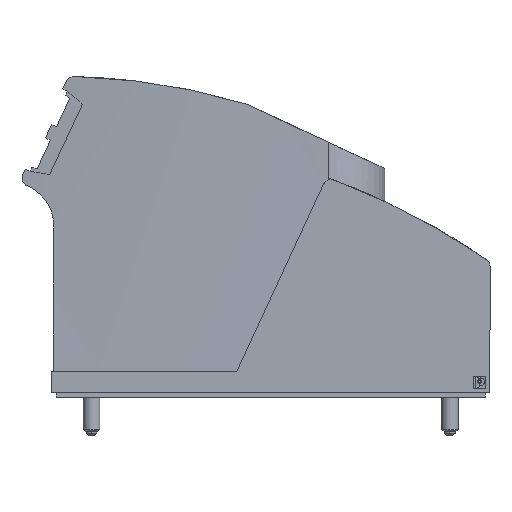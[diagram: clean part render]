
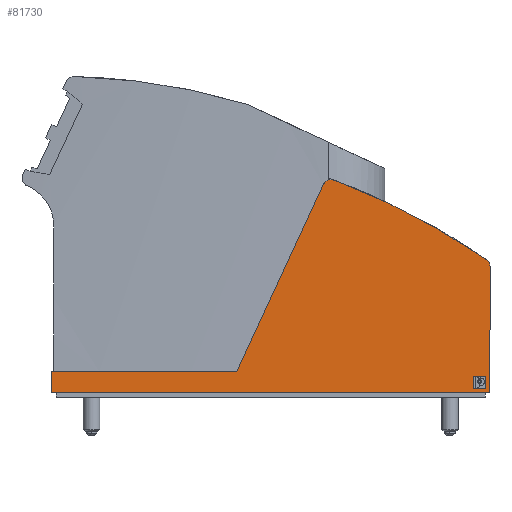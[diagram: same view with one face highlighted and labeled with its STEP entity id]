
A CAD part, left-side view. The second image highlights one B-rep face of the part: STEP entity #81730.
In plain terms, the highlighted face is planar.
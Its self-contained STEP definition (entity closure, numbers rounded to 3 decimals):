
#3670=CARTESIAN_POINT('',(-44.405,-34.812,
2.007));
#3680=VERTEX_POINT('',#3670);
#3710=CARTESIAN_POINT('',(-44.405,0.,2.007));
#3720=DIRECTION('',(0.,1.,0.));
#3730=VECTOR('',#3720,1.);
#3740=LINE('',#3710,#3730);
#3750=CARTESIAN_POINT('',(-44.405,-39.812,
2.007));
#3760=VERTEX_POINT('',#3750);
#3770=EDGE_CURVE('',#3760,#3680,#3740,.T.);
#19590=CARTESIAN_POINT('',(-0.48,-34.812,
2.007));
#19600=VERTEX_POINT('',#19590);
#19630=CARTESIAN_POINT('',(-15.,-34.812,2.007));
#19640=DIRECTION('',(-1.,0.,0.));
#19650=VECTOR('',#19640,1.);
#19660=LINE('',#19630,#19650);
#19670=EDGE_CURVE('',#19600,#3680,#19660,.T.);
#40610=CARTESIAN_POINT('',(58.732,-8.211,
2.007));
#40620=VERTEX_POINT('',#40610);
#40650=CARTESIAN_POINT('',(-35.079,-143.948,
2.007));
#40660=DIRECTION('',(0.,0.,1.));
#40670=DIRECTION('',(1.,0.,0.));
#40680=AXIS2_PLACEMENT_3D('',#40650,#40660,#40670);
#40690=CIRCLE('',#40680,165.);
#40700=CARTESIAN_POINT('',(22.576,10.651,
2.007));
#40710=VERTEX_POINT('',#40700);
#40720=EDGE_CURVE('',#40620,#40710,#40690,.T.);
#47470=CARTESIAN_POINT('',(59.595,-39.812,
2.007));
#47480=VERTEX_POINT('',#47470);
#47580=CARTESIAN_POINT('',(0.,-39.812,2.007));
#47590=DIRECTION('',(1.,0.,0.));
#47600=VECTOR('',#47590,1.);
#47610=LINE('',#47580,#47600);
#47620=EDGE_CURVE('',#3760,#47480,#47610,.T.);
#51080=CARTESIAN_POINT('',(21.877,8.777,
2.007));
#51090=DIRECTION('',(0.,0.,1.));
#51100=DIRECTION('',(1.,0.,0.));
#51110=AXIS2_PLACEMENT_3D('',#51080,#51090,#51100);
#51120=CIRCLE('',#51110,2.);
#51130=CARTESIAN_POINT('',(20.062,9.617,
2.007));
#51140=VERTEX_POINT('',#51130);
#51150=EDGE_CURVE('',#40710,#51140,#51120,.T.);
#52580=CARTESIAN_POINT('',(57.595,-9.856,
2.007));
#52590=DIRECTION('',(0.,0.,1.));
#52600=DIRECTION('',(1.,0.,0.));
#52610=AXIS2_PLACEMENT_3D('',#52580,#52590,#52600);
#52620=CIRCLE('',#52610,2.);
#52630=CARTESIAN_POINT('',(59.595,-9.856,
2.007));
#52640=VERTEX_POINT('',#52630);
#52650=EDGE_CURVE('',#52640,#40620,#52620,.T.);
#55290=CARTESIAN_POINT('',(59.595,0.,2.007));
#55300=DIRECTION('',(0.,-1.,0.));
#55310=VECTOR('',#55300,1.);
#55320=LINE('',#55290,#55310);
#55330=EDGE_CURVE('',#52640,#47480,#55320,.T.);
#57170=CARTESIAN_POINT('',(55.945,-36.162,
2.007));
#57180=DIRECTION('',(0.,0.,1.));
#57190=DIRECTION('',(1.,0.,0.));
#57200=AXIS2_PLACEMENT_3D('',#57170,#57180,#57190);
#57210=CIRCLE('',#57200,0.2);
#57220=CARTESIAN_POINT('',(55.945,-35.962,
2.007));
#57230=VERTEX_POINT('',#57220);
#57240=CARTESIAN_POINT('',(55.745,-36.162,
2.007));
#57250=VERTEX_POINT('',#57240);
#57260=EDGE_CURVE('',#57230,#57250,#57210,.T.);
#60230=CARTESIAN_POINT('',(15.616,0.,2.007));
#60240=DIRECTION('',(-0.42,-0.908,0.));
#60250=VECTOR('',#60240,1.);
#60260=LINE('',#60230,#60250);
#60270=EDGE_CURVE('',#51140,#19600,#60260,.T.);
#61690=CARTESIAN_POINT('',(58.395,-36.162,
2.007));
#61700=DIRECTION('',(0.,0.,1.));
#61710=DIRECTION('',(1.,0.,0.));
#61720=AXIS2_PLACEMENT_3D('',#61690,#61700,#61710);
#61730=CIRCLE('',#61720,0.2);
#61740=CARTESIAN_POINT('',(58.595,-36.162,
2.007));
#61750=VERTEX_POINT('',#61740);
#61760=CARTESIAN_POINT('',(58.395,-35.962,
2.007));
#61770=VERTEX_POINT('',#61760);
#61780=EDGE_CURVE('',#61750,#61770,#61730,.T.);
#81080=CARTESIAN_POINT('',(35.615,-16.192,
2.007));
#81090=DIRECTION('',(0.,0.,1.));
#81100=DIRECTION('',(-1.,0.,0.));
#81110=AXIS2_PLACEMENT_3D('',#81080,#81090,#81100);
#81120=PLANE('',#81110);
#81130=ORIENTED_EDGE('',*,*,#47620,.T.);
#81140=ORIENTED_EDGE('',*,*,#3770,.F.);
#81150=ORIENTED_EDGE('',*,*,#19670,.T.);
#81160=ORIENTED_EDGE('',*,*,#60270,.T.);
#81170=ORIENTED_EDGE('',*,*,#51150,.T.);
#81180=ORIENTED_EDGE('',*,*,#40720,.T.);
#81190=ORIENTED_EDGE('',*,*,#52650,.T.);
#81200=ORIENTED_EDGE('',*,*,#55330,.F.);
#81210=EDGE_LOOP('',(#81200,#81190,#81180,#81170,#81160,#81150,#81140,
#81130));
#81220=FACE_OUTER_BOUND('',#81210,.T.);
#81230=CARTESIAN_POINT('',(55.945,-38.611,
2.007));
#81240=DIRECTION('',(0.,0.,1.));
#81250=DIRECTION('',(1.,0.,0.));
#81260=AXIS2_PLACEMENT_3D('',#81230,#81240,#81250);
#81270=CIRCLE('',#81260,0.2);
#81280=CARTESIAN_POINT('',(55.745,-38.611,
2.007));
#81290=VERTEX_POINT('',#81280);
#81300=CARTESIAN_POINT('',(55.945,-38.812,
2.007));
#81310=VERTEX_POINT('',#81300);
#81320=EDGE_CURVE('',#81290,#81310,#81270,.T.);
#81330=ORIENTED_EDGE('',*,*,#81320,.F.);
#81340=CARTESIAN_POINT('',(0.,-38.812,2.007));
#81350=DIRECTION('',(1.,0.,0.));
#81360=VECTOR('',#81350,1.);
#81370=LINE('',#81340,#81360);
#81380=CARTESIAN_POINT('',(58.395,-38.812,
2.007));
#81390=VERTEX_POINT('',#81380);
#81400=EDGE_CURVE('',#81310,#81390,#81370,.T.);
#81410=ORIENTED_EDGE('',*,*,#81400,.F.);
#81420=CARTESIAN_POINT('',(58.395,-38.611,
2.007));
#81430=DIRECTION('',(0.,0.,1.));
#81440=DIRECTION('',(1.,0.,0.));
#81450=AXIS2_PLACEMENT_3D('',#81420,#81430,#81440);
#81460=CIRCLE('',#81450,0.2);
#81470=CARTESIAN_POINT('',(58.595,-38.611,
2.007));
#81480=VERTEX_POINT('',#81470);
#81490=EDGE_CURVE('',#81390,#81480,#81460,.T.);
#81500=ORIENTED_EDGE('',*,*,#81490,.F.);
#81510=CARTESIAN_POINT('',(58.595,0.,2.007));
#81520=DIRECTION('',(0.,1.,0.));
#81530=VECTOR('',#81520,1.);
#81540=LINE('',#81510,#81530);
#81550=EDGE_CURVE('',#81480,#61750,#81540,.T.);
#81560=ORIENTED_EDGE('',*,*,#81550,.F.);
#81570=ORIENTED_EDGE('',*,*,#61780,.F.);
#81580=CARTESIAN_POINT('',(0.,-35.962,2.007));
#81590=DIRECTION('',(-1.,0.,0.));
#81600=VECTOR('',#81590,1.);
#81610=LINE('',#81580,#81600);
#81620=EDGE_CURVE('',#61770,#57230,#81610,.T.);
#81630=ORIENTED_EDGE('',*,*,#81620,.F.);
#81640=ORIENTED_EDGE('',*,*,#57260,.F.);
#81650=CARTESIAN_POINT('',(55.745,0.,2.007));
#81660=DIRECTION('',(0.,-1.,0.));
#81670=VECTOR('',#81660,1.);
#81680=LINE('',#81650,#81670);
#81690=EDGE_CURVE('',#57250,#81290,#81680,.T.);
#81700=ORIENTED_EDGE('',*,*,#81690,.F.);
#81710=EDGE_LOOP('',(#81700,#81640,#81630,#81570,#81560,#81500,#81410,
#81330));
#81720=FACE_BOUND('',#81710,.T.);
#81730=ADVANCED_FACE('',(#81220,#81720),#81120,.T.);
